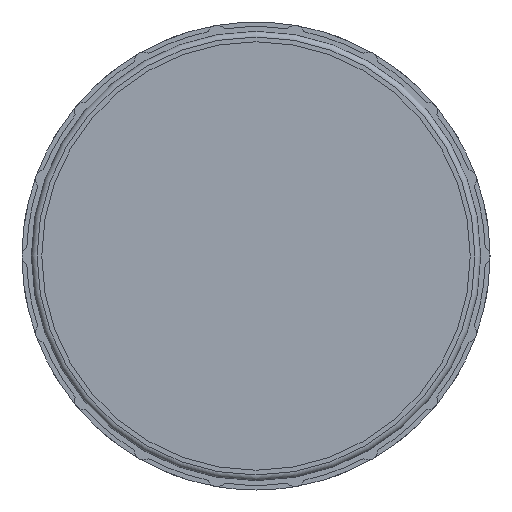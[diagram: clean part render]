
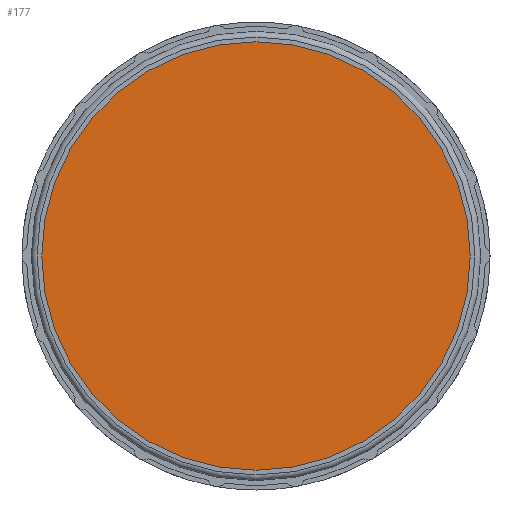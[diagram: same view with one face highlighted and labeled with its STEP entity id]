
A CAD part, left-side view. The second image highlights one B-rep face of the part: STEP entity #177.
In plain terms, the highlighted planar face has unit normal (-1, 0, 0).
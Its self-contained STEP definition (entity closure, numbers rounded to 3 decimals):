
#177 = ADVANCED_FACE( '', ( #433 ), #434, .F. );
#433 = FACE_OUTER_BOUND( '', #782, .T. );
#434 = PLANE( '', #783 );
#782 = EDGE_LOOP( '', ( #1239 ) );
#783 = AXIS2_PLACEMENT_3D( '', #1240, #1241, #1242 );
#1239 = ORIENTED_EDGE( '', *, *, #2112, .F. );
#1240 = CARTESIAN_POINT( '', ( 0., 0., 0. ) );
#1241 = DIRECTION( '', ( 1., 0., 0. ) );
#1242 = DIRECTION( '', ( 0., 0., -1. ) );
#2112 = EDGE_CURVE( '', #2552, #2552, #2553, .T. );
#2552 = VERTEX_POINT( '', #3149 );
#2553 = CIRCLE( '', #3150, 18.77 );
#3149 = CARTESIAN_POINT( '', ( 0., 0., -18.77 ) );
#3150 = AXIS2_PLACEMENT_3D( '', #3798, #3799, #3800 );
#3798 = CARTESIAN_POINT( '', ( 0., 0., 0. ) );
#3799 = DIRECTION( '', ( 1., 0., 0. ) );
#3800 = DIRECTION( '', ( 0., 0., -1. ) );
